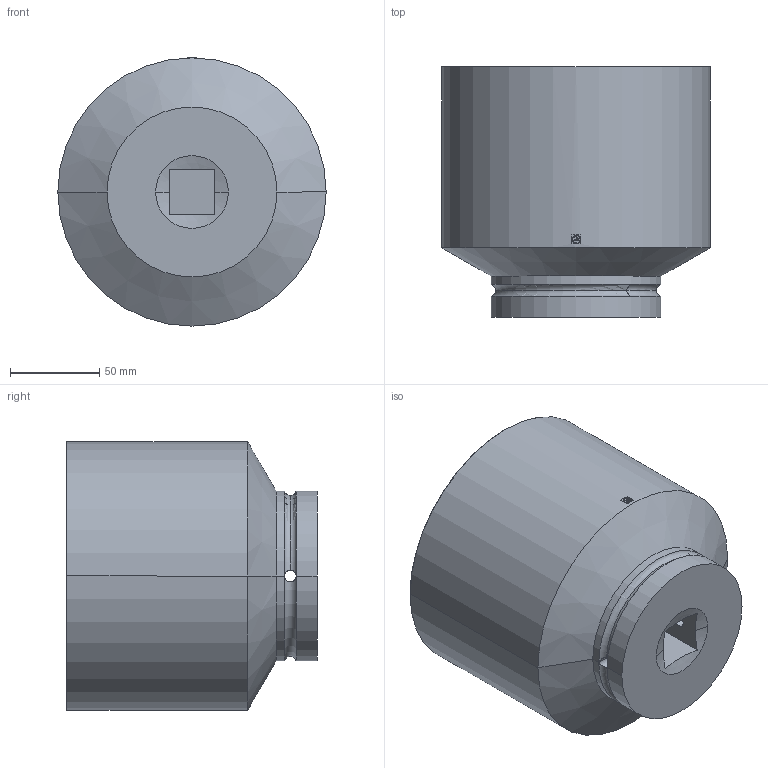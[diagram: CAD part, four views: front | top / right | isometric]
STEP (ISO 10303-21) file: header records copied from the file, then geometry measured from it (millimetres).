
FILE_DESCRIPTION (( 'STEP AP203' ), '1' );
FILE_NAME ('K60552115.STEP', '2022-03-01T08:06:49', ( '' ), ( '' ), 'SwSTEP 2.0', 'SolidWorks 2019', '' );
FILE_SCHEMA (( 'CONFIG_CONTROL_DESIGN' ));
Length unit declared in the file: millimetre
Products named in the file (1): K60552115
Bounding box: 150 x 140 x 150 mm (x, y, z)
Volume: 1392784.5 mm3; surface area: 119647 mm2
Topology: 1 solids, 1 shells, 38 faces, 119 edges, 88 vertices
Faces by surface type: cylinder 15, plane 14, cone 6, torus 3
Entity records: 1772 total; most frequent: CARTESIAN_POINT 663, ORIENTED_EDGE 238, DIRECTION 183, EDGE_CURVE 119, VERTEX_POINT 88, AXIS2_PLACEMENT_3D 72, EDGE_LOOP 47, B_SPLINE_CURVE_WITH_KNOTS 47
